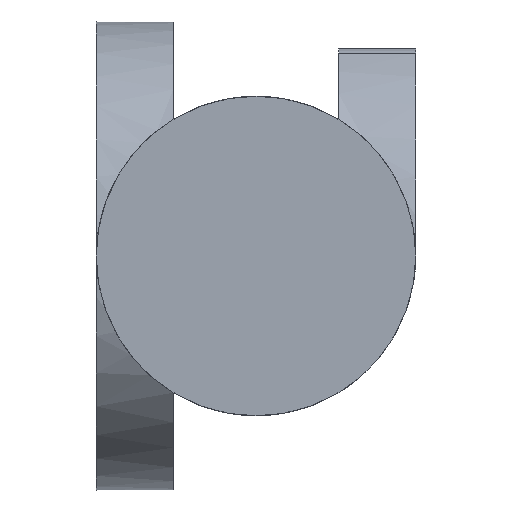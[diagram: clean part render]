
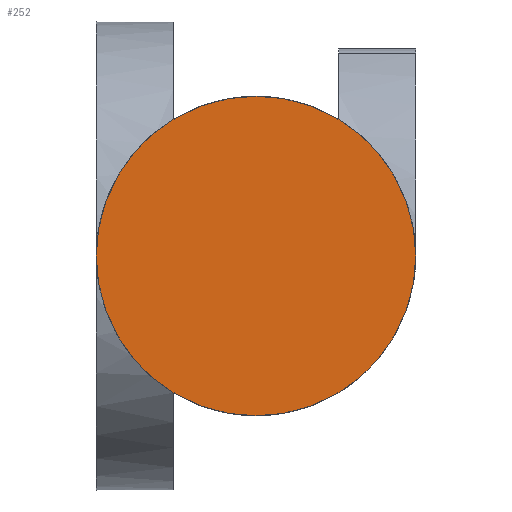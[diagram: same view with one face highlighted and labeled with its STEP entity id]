
A CAD part, left-side view. The second image highlights one B-rep face of the part: STEP entity #252.
In plain terms, the highlighted planar face has unit normal (-1, 0, 0).
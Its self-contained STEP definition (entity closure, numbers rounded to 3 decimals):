
#22=PLANE('',#304);
#37=FACE_OUTER_BOUND('',#53,.T.);
#53=EDGE_LOOP('',(#224));
#66=CIRCLE('',#285,28.);
#120=VERTEX_POINT('',#491);
#146=EDGE_CURVE('',#120,#120,#66,.T.);
#224=ORIENTED_EDGE('',*,*,#146,.F.);
#252=ADVANCED_FACE('',(#37),#22,.F.);
#285=AXIS2_PLACEMENT_3D('',#493,#338,#339);
#304=AXIS2_PLACEMENT_3D('',#523,#381,#382);
#338=DIRECTION('center_axis',(1.,0.,0.));
#339=DIRECTION('ref_axis',(0.,1.,0.));
#381=DIRECTION('center_axis',(1.,0.,0.));
#382=DIRECTION('ref_axis',(0.,0.,-1.));
#491=CARTESIAN_POINT('',(0.,-28.,0.));
#493=CARTESIAN_POINT('Origin',(0.,0.,0.));
#523=CARTESIAN_POINT('Origin',(0.,0.,0.));
